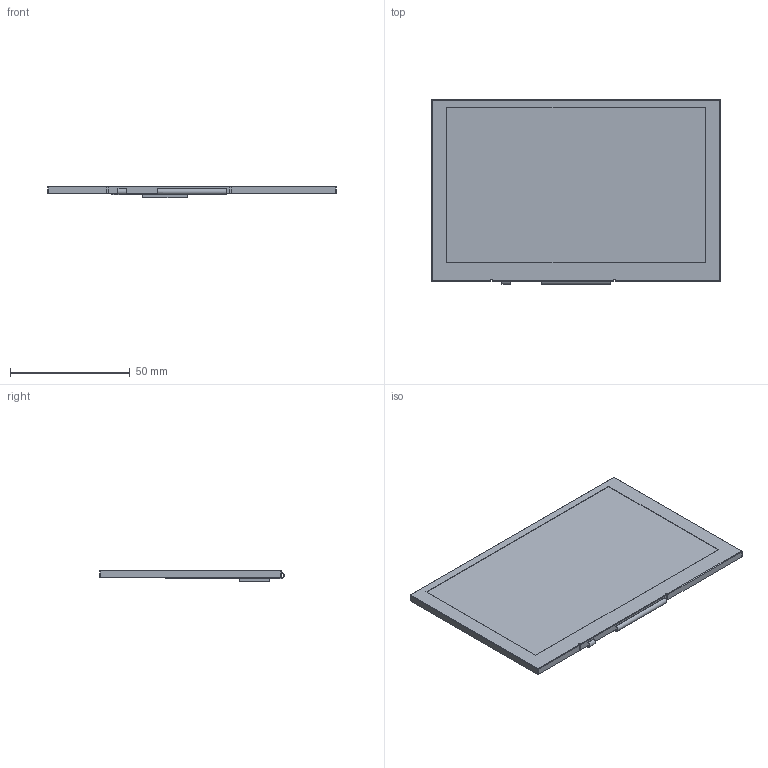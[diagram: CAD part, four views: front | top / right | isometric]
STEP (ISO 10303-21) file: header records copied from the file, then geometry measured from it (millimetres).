
FILE_DESCRIPTION(/* description */ (''),/* implementation_level */ '2;1');
FILE_NAME(/* name */ 'RVT50HQTNWN00_Rev.1.0.stp',/* time_stamp */ '2020-09-21T12:47:27+02:00',/* author */ ('Mateusz Natywa'),/* organization */ (''),/* preprocessor_version */ 'ST-DEVELOPER v17',/* originating_system */ 'Autodesk Inventor 2019',/* authorisation */ '');
FILE_SCHEMA (('AUTOMOTIVE_DESIGN { 1 0 10303 214 3 1 1 }'));
Length unit declared in the file: millimetre
Products named in the file (3): TFT; DISP; FPC
Assembly tree (2 placements, depth 2):
  TFT
    DISP
    FPC
Bounding box: 120.7 x 77.07 x 4.85 mm (x, y, z)
Volume: 26141.2 mm3; surface area: 22988.8 mm2
Topology: 2 solids, 2 shells, 231 faces, 661 edges, 436 vertices
Faces by surface type: plane 206, cylinder 20, sphere 4, bspline 1
Entity records: 7582 total; most frequent: CARTESIAN_POINT 1354, ORIENTED_EDGE 1322, DIRECTION 1169, EDGE_CURVE 661, LINE 619, VECTOR 619, VERTEX_POINT 436, AXIS2_PLACEMENT_3D 275
